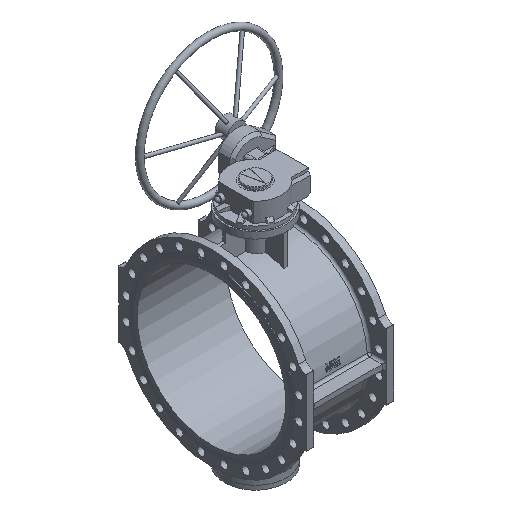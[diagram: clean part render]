
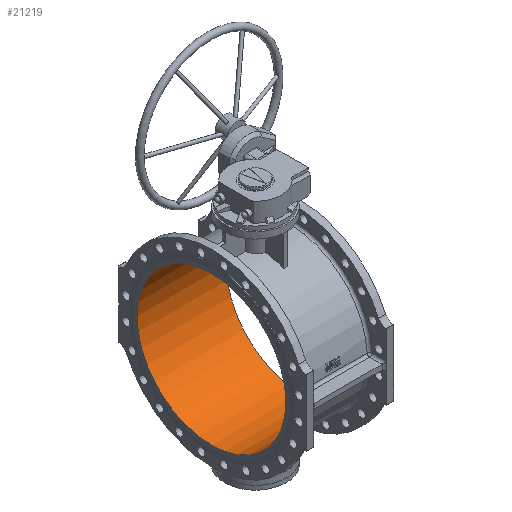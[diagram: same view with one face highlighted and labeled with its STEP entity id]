
A CAD part, isometric view. The second image highlights one B-rep face of the part: STEP entity #21219.
In plain terms, the highlighted cylindrical face has radius 359 mm (diameter 718 mm), a full revolution.
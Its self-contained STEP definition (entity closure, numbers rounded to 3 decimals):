
#151 = AXIS2_PLACEMENT_3D ( 'NONE', #15734, #15735, #15733 ) ;
#1072 = CARTESIAN_POINT ( 'NONE',  ( 215., 0., 0. ) ) ;
#1073 = DIRECTION ( 'NONE',  ( -1., 0., 0. ) ) ;
#1074 = DIRECTION ( 'NONE',  ( 0., 0., 1. ) ) ;
#2366 = CIRCLE ( 'NONE', #17450, 359. ) ;
#5605 = FACE_OUTER_BOUND ( 'NONE', #22901, .T. ) ;
#5607 = FACE_OUTER_BOUND ( 'NONE', #22925, .T. ) ;
#5615 = CYLINDRICAL_SURFACE ( 'NONE', #151, 359. ) ;
#6229 = VERTEX_POINT ( 'NONE', #27404 ) ;
#13873 = CARTESIAN_POINT ( 'NONE',  ( -215., 0., 0. ) ) ;
#13874 = DIRECTION ( 'NONE',  ( -1., 0., 0. ) ) ;
#13875 = DIRECTION ( 'NONE',  ( 0., 0., 1. ) ) ;
#15196 = CIRCLE ( 'NONE', #17338, 359. ) ;
#15733 = DIRECTION ( 'NONE',  ( 0., 0., 1. ) ) ;
#15734 = CARTESIAN_POINT ( 'NONE',  ( 0., 0., 0. ) ) ;
#15735 = DIRECTION ( 'NONE',  ( -1., 0., 0. ) ) ;
#16099 = EDGE_CURVE ( 'NONE', #6229, #6229, #15196, .T. ) ;
#16659 = EDGE_CURVE ( 'NONE', #27643, #27643, #2366, .T. ) ;
#17338 = AXIS2_PLACEMENT_3D ( 'NONE', #1072, #1073, #1074 ) ;
#17450 = AXIS2_PLACEMENT_3D ( 'NONE', #13873, #13874, #13875 ) ;
#21219 = ADVANCED_FACE ( 'NONE', ( #5605, #5607 ), #5615, .F. ) ;
#22901 = EDGE_LOOP ( 'NONE', ( #25291 ) ) ;
#22925 = EDGE_LOOP ( 'NONE', ( #25292 ) ) ;
#25291 = ORIENTED_EDGE ( 'NONE', *, *, #16659, .T. ) ;
#25292 = ORIENTED_EDGE ( 'NONE', *, *, #16099, .F. ) ;
#27404 = CARTESIAN_POINT ( 'NONE',  ( 215., 0., 359. ) ) ;
#27458 = CARTESIAN_POINT ( 'NONE',  ( -215., 0., 359. ) ) ;
#27643 = VERTEX_POINT ( 'NONE', #27458 ) ;
